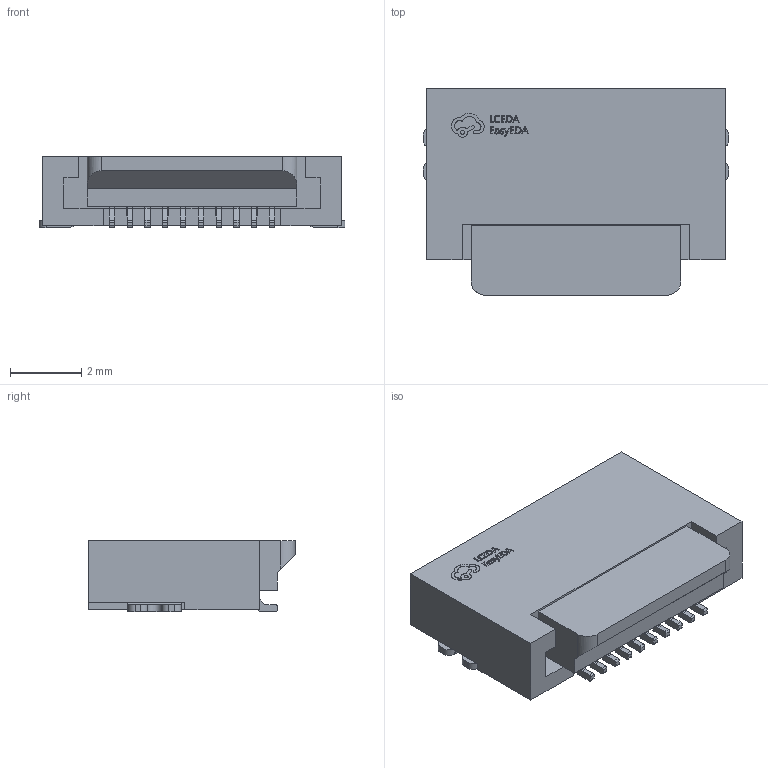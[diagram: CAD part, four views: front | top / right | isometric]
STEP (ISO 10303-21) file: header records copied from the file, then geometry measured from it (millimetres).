
FILE_DESCRIPTION (( 'STEP AP214' ), '1' );
FILE_NAME ('FPC-SMD_P0.50-10P_QCHF-SM-H2.0.step', '2022-07-06T15:58:57', ( '' ), ( '' ), 'SwSTEP 2.0', 'SolidWorks 2020', '' );
FILE_SCHEMA (( 'AUTOMOTIVE_DESIGN' ));
Length unit declared in the file: millimetre
Products named in the file (1): FPC-SMD_P0.50-10P_QCHF-SM-H2.0
Bounding box: 8.6 x 5.8 x 2.01 mm (x, y, z)
Volume: 68.1 mm3; surface area: 396.1 mm2
Topology: 14 solids, 14 shells, 793 faces, 2268 edges, 1512 vertices
Faces by surface type: plane 579, bspline 146, cylinder 68
Entity records: 35630 total; most frequent: CARTESIAN_POINT 8190, ORIENTED_EDGE 4536, DIRECTION 3400, EDGE_CURVE 2268, LINE 1836, VECTOR 1836, VERTEX_POINT 1512, EDGE_LOOP 822
